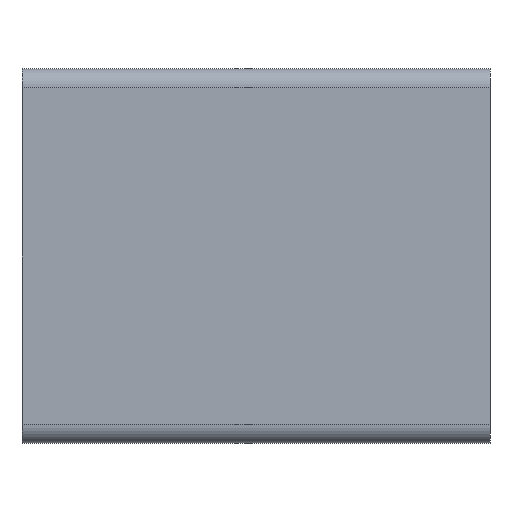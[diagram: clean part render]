
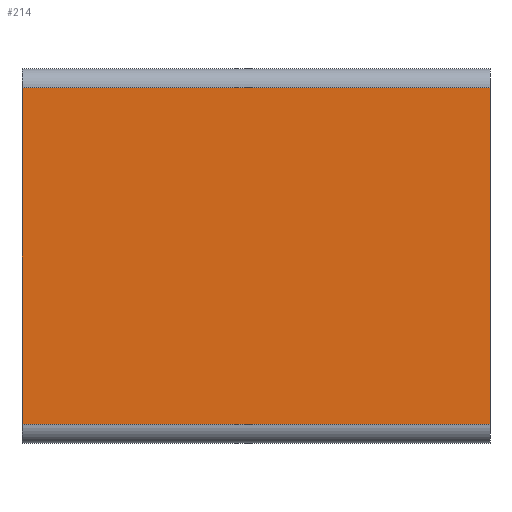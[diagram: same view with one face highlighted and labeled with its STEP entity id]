
A CAD part, left-side view. The second image highlights one B-rep face of the part: STEP entity #214.
In plain terms, the highlighted planar face has unit normal (-1, 0, 0).
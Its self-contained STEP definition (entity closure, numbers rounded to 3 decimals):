
#214 = ADVANCED_FACE( '', ( #527 ), #528, .T. );
#527 = FACE_OUTER_BOUND( '', #938, .T. );
#528 = PLANE( '', #939 );
#938 = EDGE_LOOP( '', ( #1483, #1484, #1485, #1486 ) );
#939 = AXIS2_PLACEMENT_3D( '', #1487, #1488, #1489 );
#1483 = ORIENTED_EDGE( '', *, *, #2719, .F. );
#1484 = ORIENTED_EDGE( '', *, *, #2590, .F. );
#1485 = ORIENTED_EDGE( '', *, *, #2720, .T. );
#1486 = ORIENTED_EDGE( '', *, *, #2721, .T. );
#1487 = CARTESIAN_POINT( '', ( -20., 100., 36. ) );
#1488 = DIRECTION( '', ( -1., 0., 0. ) );
#1489 = DIRECTION( '', ( 0., 0., 1. ) );
#2590 = EDGE_CURVE( '', #3122, #3118, #3124, .T. );
#2719 = EDGE_CURVE( '', #3118, #3345, #3346, .T. );
#2720 = EDGE_CURVE( '', #3122, #3347, #3348, .T. );
#2721 = EDGE_CURVE( '', #3347, #3345, #3349, .T. );
#3118 = VERTEX_POINT( '', #3912 );
#3122 = VERTEX_POINT( '', #3917 );
#3124 = LINE( '', #3919, #3920 );
#3345 = VERTEX_POINT( '', #4203 );
#3346 = LINE( '', #4204, #4205 );
#3347 = VERTEX_POINT( '', #4206 );
#3348 = LINE( '', #4207, #4208 );
#3349 = LINE( '', #4209, #4210 );
#3912 = CARTESIAN_POINT( '', ( -20., 0., 36. ) );
#3917 = CARTESIAN_POINT( '', ( -20., 100., 36. ) );
#3919 = CARTESIAN_POINT( '', ( -20., 100., 36. ) );
#3920 = VECTOR( '', #4955, 1000. );
#4203 = CARTESIAN_POINT( '', ( -20., 0., -36. ) );
#4204 = CARTESIAN_POINT( '', ( -20., 0., 36. ) );
#4205 = VECTOR( '', #5132, 1000. );
#4206 = CARTESIAN_POINT( '', ( -20., 100., -36. ) );
#4207 = CARTESIAN_POINT( '', ( -20., 100., 36. ) );
#4208 = VECTOR( '', #5133, 1000. );
#4209 = CARTESIAN_POINT( '', ( -20., 100., -36. ) );
#4210 = VECTOR( '', #5134, 1000. );
#4955 = DIRECTION( '', ( 0., -1., 0. ) );
#5132 = DIRECTION( '', ( 0., 0., -1. ) );
#5133 = DIRECTION( '', ( 0., 0., -1. ) );
#5134 = DIRECTION( '', ( 0., -1., 0. ) );
